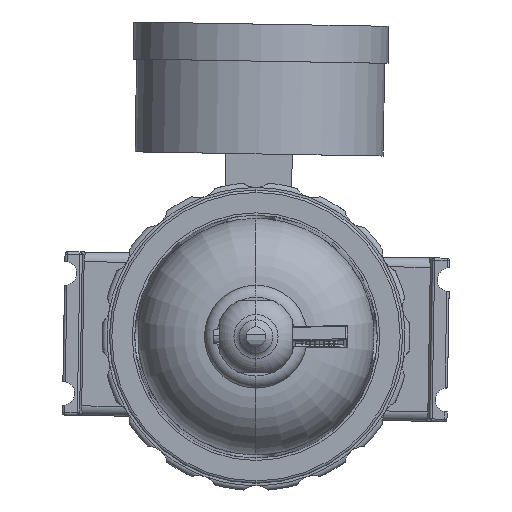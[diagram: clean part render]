
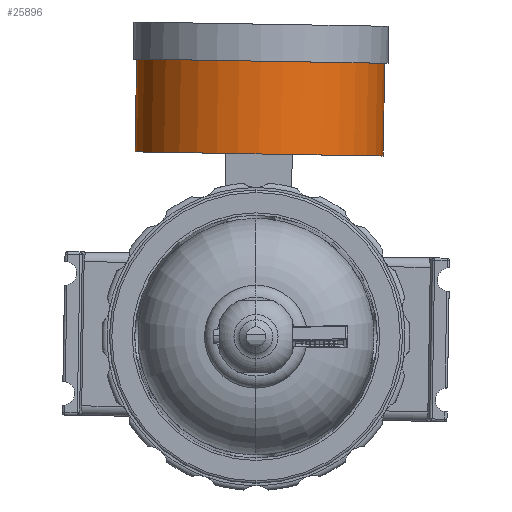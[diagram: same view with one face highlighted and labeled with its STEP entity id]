
A CAD part, front view. The second image highlights one B-rep face of the part: STEP entity #25896.
In plain terms, the highlighted cylindrical face has radius 25.8 mm (diameter 51.6 mm), a partial arc.
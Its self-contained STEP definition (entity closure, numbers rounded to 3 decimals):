
#412 = AXIS2_PLACEMENT_3D ( 'NONE', #55290, #19843, #61230 ) ;
#2902 = VERTEX_POINT ( 'NONE', #64742 ) ;
#4084 = LINE ( 'NONE', #45808, #9642 ) ;
#5315 = VERTEX_POINT ( 'NONE', #17811 ) ;
#5434 = VERTEX_POINT ( 'NONE', #12567 ) ;
#6983 = CARTESIAN_POINT ( 'NONE',  ( 0., 0., -27. ) ) ;
#7096 = LINE ( 'NONE', #18149, #26587 ) ;
#8197 = EDGE_CURVE ( 'NONE', #54413, #5315, #19975, .T. ) ;
#9642 = VECTOR ( 'NONE', #34441, 1000. ) ;
#12539 = AXIS2_PLACEMENT_3D ( 'NONE', #50834, #15290, #56711 ) ;
#12567 = CARTESIAN_POINT ( 'NONE',  ( -25.8, 0., -7.7 ) ) ;
#15290 = DIRECTION ( 'NONE',  ( 0., 0., 1. ) ) ;
#17553 = ORIENTED_EDGE ( 'NONE', *, *, #8197, .T. ) ;
#17811 = CARTESIAN_POINT ( 'NONE',  ( -25.8, 0., -27. ) ) ;
#18149 = CARTESIAN_POINT ( 'NONE',  ( -25.8, 0., -27. ) ) ;
#19764 = CARTESIAN_POINT ( 'NONE',  ( 25.8, 0., -27. ) ) ;
#19843 = DIRECTION ( 'NONE',  ( 0., 0., 1. ) ) ;
#19975 = CIRCLE ( 'NONE', #412, 25.8 ) ;
#23401 = EDGE_CURVE ( 'NONE', #54413, #2902, #4084, .T. ) ;
#25760 = CYLINDRICAL_SURFACE ( 'NONE', #54393, 25.8 ) ;
#25896 = ADVANCED_FACE ( 'NONE', ( #48972 ), #25760, .T. ) ;
#26587 = VECTOR ( 'NONE', #65472, 1000. ) ;
#27353 = EDGE_CURVE ( 'NONE', #5315, #5434, #7096, .T. ) ;
#34441 = DIRECTION ( 'NONE',  ( 0., 0., 1. ) ) ;
#36635 = DIRECTION ( 'NONE',  ( 0., 0., 1. ) ) ;
#45808 = CARTESIAN_POINT ( 'NONE',  ( 25.8, 0., -27. ) ) ;
#48972 = FACE_OUTER_BOUND ( 'NONE', #66724, .T. ) ;
#50834 = CARTESIAN_POINT ( 'NONE',  ( 0., 0., -7.7 ) ) ;
#54393 = AXIS2_PLACEMENT_3D ( 'NONE', #6983, #36635, #72067 ) ;
#54413 = VERTEX_POINT ( 'NONE', #19764 ) ;
#55290 = CARTESIAN_POINT ( 'NONE',  ( 0., 0., -27. ) ) ;
#56711 = DIRECTION ( 'NONE',  ( 1., 0., 0. ) ) ;
#61230 = DIRECTION ( 'NONE',  ( 1., 0., 0. ) ) ;
#64627 = ORIENTED_EDGE ( 'NONE', *, *, #23401, .F. ) ;
#64742 = CARTESIAN_POINT ( 'NONE',  ( 25.8, 0., -7.7 ) ) ;
#65472 = DIRECTION ( 'NONE',  ( 0., 0., 1. ) ) ;
#66181 = CIRCLE ( 'NONE', #12539, 25.8 ) ;
#66724 = EDGE_LOOP ( 'NONE', ( #17553, #74880, #73997, #64627 ) ) ;
#72067 = DIRECTION ( 'NONE',  ( 1., 0., 0. ) ) ;
#73997 = ORIENTED_EDGE ( 'NONE', *, *, #75892, .F. ) ;
#74880 = ORIENTED_EDGE ( 'NONE', *, *, #27353, .T. ) ;
#75892 = EDGE_CURVE ( 'NONE', #2902, #5434, #66181, .T. ) ;
